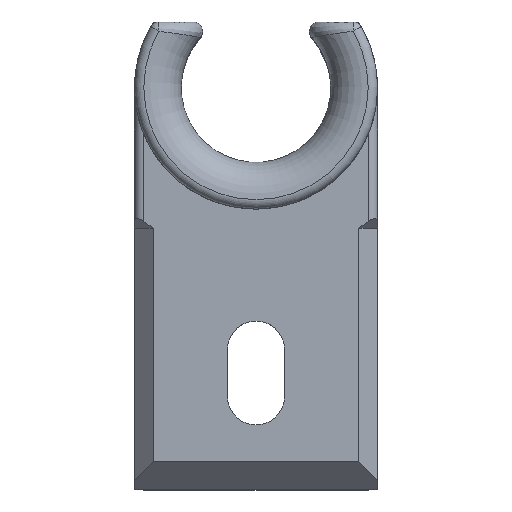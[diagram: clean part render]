
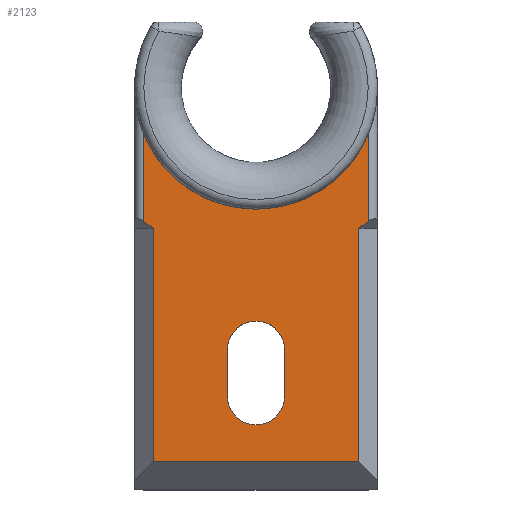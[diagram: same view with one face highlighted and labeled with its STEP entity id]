
A CAD part, top view. The second image highlights one B-rep face of the part: STEP entity #2123.
In plain terms, the highlighted planar face has unit normal (0, 0, 1).
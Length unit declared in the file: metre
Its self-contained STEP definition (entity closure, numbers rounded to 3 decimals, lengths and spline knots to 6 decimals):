
#104=PLANE('',#2319);
#140=CIRCLE('',#2235,0.008);
#148=CIRCLE('',#2243,0.008);
#161=CIRCLE('',#2258,0.01);
#179=CIRCLE('',#2297,0.001);
#191=CIRCLE('',#2315,0.001);
#194=CIRCLE('',#2320,0.002);
#195=CIRCLE('',#2321,0.012);
#196=CIRCLE('',#2322,0.012);
#197=CIRCLE('',#2323,0.002);
#198=CIRCLE('',#2324,0.00305);
#199=CIRCLE('',#2325,0.00305);
#478=ORIENTED_EDGE('',*,*,#1016,.F.);
#479=ORIENTED_EDGE('',*,*,#1130,.T.);
#480=ORIENTED_EDGE('',*,*,#975,.F.);
#481=ORIENTED_EDGE('',*,*,#1127,.F.);
#482=ORIENTED_EDGE('',*,*,#1092,.F.);
#483=ORIENTED_EDGE('',*,*,#1131,.T.);
#484=ORIENTED_EDGE('',*,*,#1132,.T.);
#485=ORIENTED_EDGE('',*,*,#1133,.T.);
#486=ORIENTED_EDGE('',*,*,#1134,.T.);
#487=ORIENTED_EDGE('',*,*,#1135,.T.);
#488=ORIENTED_EDGE('',*,*,#1136,.F.);
#489=ORIENTED_EDGE('',*,*,#1137,.T.);
#490=ORIENTED_EDGE('',*,*,#1138,.T.);
#491=ORIENTED_EDGE('',*,*,#1139,.T.);
#492=ORIENTED_EDGE('',*,*,#1054,.F.);
#493=ORIENTED_EDGE('',*,*,#1114,.F.);
#494=ORIENTED_EDGE('',*,*,#991,.F.);
#495=ORIENTED_EDGE('',*,*,#1140,.T.);
#496=ORIENTED_EDGE('',*,*,#1141,.T.);
#497=ORIENTED_EDGE('',*,*,#1142,.T.);
#498=ORIENTED_EDGE('',*,*,#1143,.T.);
#499=ORIENTED_EDGE('',*,*,#1144,.F.);
#975=EDGE_CURVE('',#1312,#1313,#140,.T.);
#991=EDGE_CURVE('',#1328,#1329,#148,.T.);
#1016=EDGE_CURVE('',#1353,#1354,#161,.T.);
#1054=EDGE_CURVE('',#1391,#1392,#1565,.T.);
#1092=EDGE_CURVE('',#1429,#1424,#1589,.T.);
#1114=EDGE_CURVE('',#1329,#1391,#179,.F.);
#1127=EDGE_CURVE('',#1424,#1312,#191,.F.);
#1130=EDGE_CURVE('',#1353,#1313,#194,.F.);
#1131=EDGE_CURVE('',#1429,#1445,#195,.T.);
#1132=EDGE_CURVE('',#1445,#1446,#1599,.F.);
#1133=EDGE_CURVE('',#1446,#1447,#1600,.T.);
#1134=EDGE_CURVE('',#1447,#1448,#1601,.T.);
#1135=EDGE_CURVE('',#1448,#1449,#1602,.T.);
#1136=EDGE_CURVE('',#1450,#1449,#1603,.T.);
#1137=EDGE_CURVE('',#1450,#1451,#1604,.F.);
#1138=EDGE_CURVE('',#1451,#1452,#1605,.F.);
#1139=EDGE_CURVE('',#1452,#1392,#196,.T.);
#1140=EDGE_CURVE('',#1328,#1354,#197,.F.);
#1141=EDGE_CURVE('',#1453,#1454,#198,.T.);
#1142=EDGE_CURVE('',#1454,#1455,#1606,.T.);
#1143=EDGE_CURVE('',#1455,#1456,#199,.T.);
#1144=EDGE_CURVE('',#1453,#1456,#1607,.T.);
#1312=VERTEX_POINT('',#3216);
#1313=VERTEX_POINT('',#3218);
#1328=VERTEX_POINT('',#3248);
#1329=VERTEX_POINT('',#3250);
#1353=VERTEX_POINT('',#3300);
#1354=VERTEX_POINT('',#3302);
#1391=VERTEX_POINT('',#3408);
#1392=VERTEX_POINT('',#3410);
#1424=VERTEX_POINT('',#3529);
#1429=VERTEX_POINT('',#3546);
#1445=VERTEX_POINT('',#3633);
#1446=VERTEX_POINT('',#3635);
#1447=VERTEX_POINT('',#3637);
#1448=VERTEX_POINT('',#3639);
#1449=VERTEX_POINT('',#3641);
#1450=VERTEX_POINT('',#3643);
#1451=VERTEX_POINT('',#3645);
#1452=VERTEX_POINT('',#3647);
#1453=VERTEX_POINT('',#3651);
#1454=VERTEX_POINT('',#3652);
#1455=VERTEX_POINT('',#3654);
#1456=VERTEX_POINT('',#3656);
#1565=LINE('',#3409,#1704);
#1589=LINE('',#3547,#1728);
#1599=LINE('',#3634,#1738);
#1600=LINE('',#3636,#1739);
#1601=LINE('',#3638,#1740);
#1602=LINE('',#3640,#1741);
#1603=LINE('',#3642,#1742);
#1604=LINE('',#3644,#1743);
#1605=LINE('',#3646,#1744);
#1606=LINE('',#3653,#1745);
#1607=LINE('',#3657,#1746);
#1704=VECTOR('',#2649,1.);
#1728=VECTOR('',#2685,1.);
#1738=VECTOR('',#2777,1.);
#1739=VECTOR('',#2778,1.);
#1740=VECTOR('',#2779,1.);
#1741=VECTOR('',#2780,1.);
#1742=VECTOR('',#2781,1.);
#1743=VECTOR('',#2782,1.);
#1744=VECTOR('',#2783,1.);
#1745=VECTOR('',#2790,1.);
#1746=VECTOR('',#2793,1.);
#1822=EDGE_LOOP('',(#478,#479,#480,#481,#482,#483,#484,#485,#486,#487,#488,
#489,#490,#491,#492,#493,#494,#495));
#1823=EDGE_LOOP('',(#496,#497,#498,#499));
#1945=FACE_BOUND('',#1822,.T.);
#1946=FACE_BOUND('',#1823,.T.);
#2123=ADVANCED_FACE('',(#1945,#1946),#104,.T.);
#2235=AXIS2_PLACEMENT_3D('',#3217,#2526,#2527);
#2243=AXIS2_PLACEMENT_3D('',#3249,#2550,#2551);
#2258=AXIS2_PLACEMENT_3D('',#3301,#2592,#2593);
#2297=AXIS2_PLACEMENT_3D('',#3605,#2726,#2727);
#2315=AXIS2_PLACEMENT_3D('',#3626,#2763,#2764);
#2319=AXIS2_PLACEMENT_3D('',#3630,#2771,#2772);
#2320=AXIS2_PLACEMENT_3D('',#3631,#2773,#2774);
#2321=AXIS2_PLACEMENT_3D('',#3632,#2775,#2776);
#2322=AXIS2_PLACEMENT_3D('',#3648,#2784,#2785);
#2323=AXIS2_PLACEMENT_3D('',#3649,#2786,#2787);
#2324=AXIS2_PLACEMENT_3D('',#3650,#2788,#2789);
#2325=AXIS2_PLACEMENT_3D('',#3655,#2791,#2792);
#2526=DIRECTION('',(0.,0.,1.));
#2527=DIRECTION('',(0.,-1.,0.));
#2550=DIRECTION('',(0.,0.,1.));
#2551=DIRECTION('',(0.,-1.,0.));
#2592=DIRECTION('',(0.,0.,1.));
#2593=DIRECTION('',(0.,-1.,0.));
#2649=DIRECTION('',(1.,0.,0.));
#2685=DIRECTION('',(1.,0.,0.));
#2726=DIRECTION('',(0.,0.,1.));
#2727=DIRECTION('',(0.,-1.,0.));
#2763=DIRECTION('',(0.,0.,1.));
#2764=DIRECTION('',(0.,-1.,0.));
#2771=DIRECTION('',(0.,0.,1.));
#2772=DIRECTION('',(0.,-1.,0.));
#2773=DIRECTION('',(0.,0.,1.));
#2774=DIRECTION('',(0.,-1.,0.));
#2775=DIRECTION('',(0.,0.,1.));
#2776=DIRECTION('',(0.,-1.,0.));
#2777=DIRECTION('',(0.,1.,0.));
#2778=DIRECTION('',(0.816,-0.577,0.));
#2779=DIRECTION('',(0.,-1.,0.));
#2780=DIRECTION('',(1.,0.,0.));
#2781=DIRECTION('',(0.,-1.,0.));
#2782=DIRECTION('',(-0.816,-0.577,0.));
#2783=DIRECTION('',(0.,-1.,0.));
#2784=DIRECTION('',(0.,0.,1.));
#2785=DIRECTION('',(0.,-1.,0.));
#2786=DIRECTION('',(0.,0.,1.));
#2787=DIRECTION('',(0.,-1.,0.));
#2788=DIRECTION('',(0.,0.,-1.));
#2789=DIRECTION('',(0.,-1.,0.));
#2790=DIRECTION('',(0.,-1.,0.));
#2791=DIRECTION('',(0.,0.,-1.));
#2792=DIRECTION('',(0.,-1.,0.));
#2793=DIRECTION('',(0.,-1.,0.));
#3216=CARTESIAN_POINT('',(-0.005963,0.005333,0.));
#3217=CARTESIAN_POINT('',(0.,0.,0.));
#3218=CARTESIAN_POINT('',(-0.007937,0.001,0.));
#3248=CARTESIAN_POINT('',(0.007937,0.001,0.));
#3249=CARTESIAN_POINT('',(0.,0.,0.));
#3250=CARTESIAN_POINT('',(0.005963,0.005333,0.));
#3300=CARTESIAN_POINT('',(-0.009922,-0.00125,0.));
#3301=CARTESIAN_POINT('',(0.,0.,0.));
#3302=CARTESIAN_POINT('',(0.009922,-0.00125,0.));
#3408=CARTESIAN_POINT('',(0.006708,0.007,0.));
#3409=CARTESIAN_POINT('',(0.,0.007,0.));
#3410=CARTESIAN_POINT('',(0.009747,0.007,0.));
#3529=CARTESIAN_POINT('',(-0.006708,0.007,0.));
#3546=CARTESIAN_POINT('',(-0.009747,0.007,0.));
#3547=CARTESIAN_POINT('',(0.,0.007,0.));
#3605=CARTESIAN_POINT('',(0.006708,0.006,0.));
#3626=CARTESIAN_POINT('',(-0.006708,0.006,0.));
#3630=CARTESIAN_POINT('',(0.,-0.0115,0.));
#3631=CARTESIAN_POINT('',(-0.007937,-0.001,0.));
#3632=CARTESIAN_POINT('',(0.,0.,0.));
#3633=CARTESIAN_POINT('',(-0.012,0.,0.));
#3634=CARTESIAN_POINT('',(-0.012,-0.043,0.));
#3635=CARTESIAN_POINT('',(-0.012,-0.014293,0.));
#3636=CARTESIAN_POINT('',(-0.009662,-0.015946,0.));
#3637=CARTESIAN_POINT('',(-0.011,-0.015,0.));
#3638=CARTESIAN_POINT('',(-0.011,-0.013,0.));
#3639=CARTESIAN_POINT('',(-0.011,-0.04,0.));
#3640=CARTESIAN_POINT('',(0.011,-0.04,0.));
#3641=CARTESIAN_POINT('',(0.011,-0.04,0.));
#3642=CARTESIAN_POINT('',(0.011,-0.013,0.));
#3643=CARTESIAN_POINT('',(0.011,-0.015,0.));
#3644=CARTESIAN_POINT('',(0.011667,-0.014529,0.));
#3645=CARTESIAN_POINT('',(0.012,-0.014293,0.));
#3646=CARTESIAN_POINT('',(0.012,0.,0.));
#3647=CARTESIAN_POINT('',(0.012,0.,0.));
#3648=CARTESIAN_POINT('',(0.,0.,0.));
#3649=CARTESIAN_POINT('',(0.007937,-0.001,0.));
#3650=CARTESIAN_POINT('',(0.,-0.028,0.));
#3651=CARTESIAN_POINT('',(-0.00305,-0.028,0.));
#3652=CARTESIAN_POINT('',(0.00305,-0.028,0.));
#3653=CARTESIAN_POINT('',(0.00305,-0.0305,0.));
#3654=CARTESIAN_POINT('',(0.00305,-0.033,0.));
#3655=CARTESIAN_POINT('',(0.,-0.033,0.));
#3656=CARTESIAN_POINT('',(-0.00305,-0.033,0.));
#3657=CARTESIAN_POINT('',(-0.00305,-0.0305,0.));
